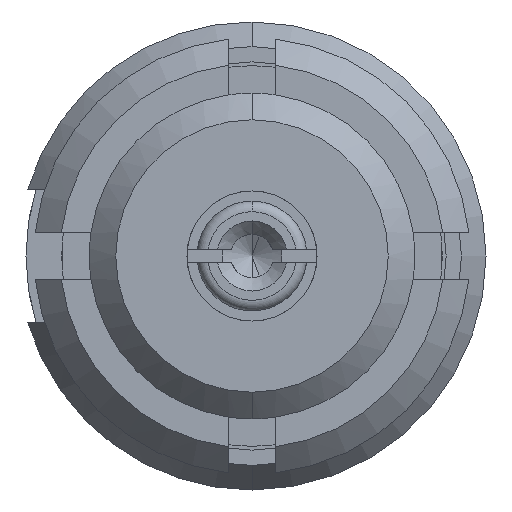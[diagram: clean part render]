
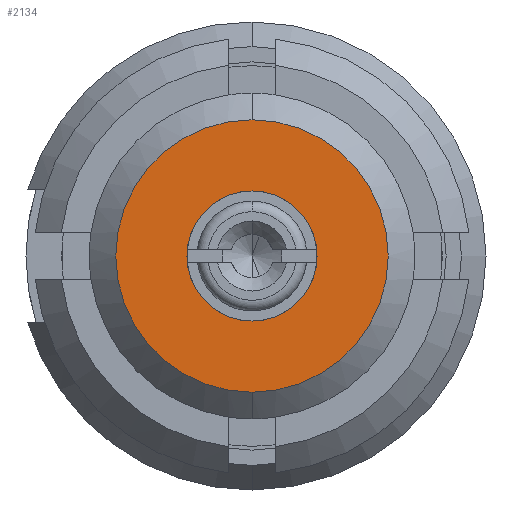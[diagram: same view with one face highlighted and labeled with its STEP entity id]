
A CAD part, left-side view. The second image highlights one B-rep face of the part: STEP entity #2134.
In plain terms, the highlighted planar face has unit normal (-1, 0, 0).
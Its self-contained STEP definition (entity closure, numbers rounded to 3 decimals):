
#63 = CARTESIAN_POINT ( 'NONE',  ( 0.05, 0., 0. ) ) ;
#297 = FACE_OUTER_BOUND ( 'NONE', #447, .T. ) ;
#374 = CIRCLE ( 'NONE', #2003, 0.489 ) ;
#396 = DIRECTION ( 'NONE',  ( -1., 0., 0. ) ) ;
#403 = DIRECTION ( 'NONE',  ( -1., 0., 0. ) ) ;
#412 = CARTESIAN_POINT ( 'NONE',  ( 0.05, 0., 0. ) ) ;
#423 = CARTESIAN_POINT ( 'NONE',  ( 0.05, 0., 0. ) ) ;
#447 = EDGE_LOOP ( 'NONE', ( #2119, #1294 ) ) ;
#533 = CIRCLE ( 'NONE', #1801, 0.489 ) ;
#568 = EDGE_CURVE ( 'NONE', #1466, #2624, #533, .T. ) ;
#635 = DIRECTION ( 'NONE',  ( 0., 0., 1. ) ) ;
#641 = CARTESIAN_POINT ( 'NONE',  ( 0.05, 0., 0. ) ) ;
#672 = CIRCLE ( 'NONE', #2237, 1.024 ) ;
#778 = AXIS2_PLACEMENT_3D ( 'NONE', #641, #396, #1550 ) ;
#882 = VERTEX_POINT ( 'NONE', #2994 ) ;
#948 = DIRECTION ( 'NONE',  ( -1., 0., 0. ) ) ;
#1206 = VERTEX_POINT ( 'NONE', #1997 ) ;
#1294 = ORIENTED_EDGE ( 'NONE', *, *, #3063, .T. ) ;
#1466 = VERTEX_POINT ( 'NONE', #1986 ) ;
#1508 = ORIENTED_EDGE ( 'NONE', *, *, #3666, .F. ) ;
#1550 = DIRECTION ( 'NONE',  ( 0., 0., 1. ) ) ;
#1576 = AXIS2_PLACEMENT_3D ( 'NONE', #63, #948, #2701 ) ;
#1688 = CARTESIAN_POINT ( 'NONE',  ( 0.05, 0., 0.489 ) ) ;
#1750 = CIRCLE ( 'NONE', #1576, 1.024 ) ;
#1751 = ORIENTED_EDGE ( 'NONE', *, *, #568, .F. ) ;
#1801 = AXIS2_PLACEMENT_3D ( 'NONE', #1813, #403, #2983 ) ;
#1813 = CARTESIAN_POINT ( 'NONE',  ( 0.05, 0., 0. ) ) ;
#1986 = CARTESIAN_POINT ( 'NONE',  ( 0.05, 0., -0.489 ) ) ;
#1997 = CARTESIAN_POINT ( 'NONE',  ( 0.05, 0., -1.024 ) ) ;
#2003 = AXIS2_PLACEMENT_3D ( 'NONE', #423, #2429, #3002 ) ;
#2119 = ORIENTED_EDGE ( 'NONE', *, *, #2652, .T. ) ;
#2134 = ADVANCED_FACE ( 'NONE', ( #297, #3490 ), #2673, .T. ) ;
#2237 = AXIS2_PLACEMENT_3D ( 'NONE', #412, #2949, #635 ) ;
#2327 = EDGE_LOOP ( 'NONE', ( #1508, #1751 ) ) ;
#2429 = DIRECTION ( 'NONE',  ( -1., 0., 0. ) ) ;
#2624 = VERTEX_POINT ( 'NONE', #1688 ) ;
#2652 = EDGE_CURVE ( 'NONE', #882, #1206, #672, .T. ) ;
#2673 = PLANE ( 'NONE',  #778 ) ;
#2701 = DIRECTION ( 'NONE',  ( 0., 0., 1. ) ) ;
#2949 = DIRECTION ( 'NONE',  ( -1., 0., 0. ) ) ;
#2983 = DIRECTION ( 'NONE',  ( 0., 0., 1. ) ) ;
#2994 = CARTESIAN_POINT ( 'NONE',  ( 0.05, 0., 1.024 ) ) ;
#3002 = DIRECTION ( 'NONE',  ( 0., 0., 1. ) ) ;
#3063 = EDGE_CURVE ( 'NONE', #1206, #882, #1750, .T. ) ;
#3490 = FACE_BOUND ( 'NONE', #2327, .T. ) ;
#3666 = EDGE_CURVE ( 'NONE', #2624, #1466, #374, .T. ) ;
